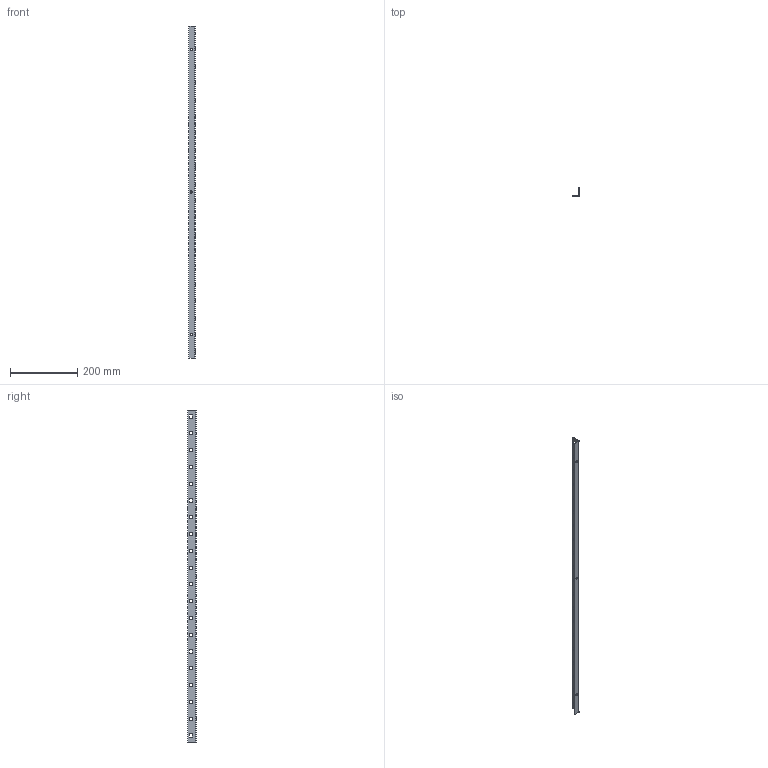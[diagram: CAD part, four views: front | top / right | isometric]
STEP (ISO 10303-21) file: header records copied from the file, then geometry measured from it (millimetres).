
FILE_DESCRIPTION (( 'STEP AP214' ), '1' );
FILE_NAME ('Âåðòèêàëüíûé ïðîôèëü äëÿ ïëàñòðîíîâ 1000.STEP', '2020-11-17T08:03:26', ( '' ), ( '' ), 'SwSTEP 2.0', 'SolidWorks 2019', '' );
FILE_SCHEMA (( 'AUTOMOTIVE_DESIGN' ));
Length unit declared in the file: millimetre
Products named in the file (1): Âåðòèêàëüíûé ïðîôèëü äëÿ ïëàñòðîíîâ 1000
Bounding box: 20 x 26.7 x 989 mm (x, y, z)
Volume: 50898.9 mm3; surface area: 88298.2 mm2
Topology: 1 solids, 1 shells, 100 faces, 286 edges, 188 vertices
Faces by surface type: plane 92, cylinder 8
Entity records: 3328 total; most frequent: CARTESIAN_POINT 575, ORIENTED_EDGE 572, DIRECTION 504, EDGE_CURVE 286, VECTOR 270, LINE 270, VERTEX_POINT 188, EDGE_LOOP 146
